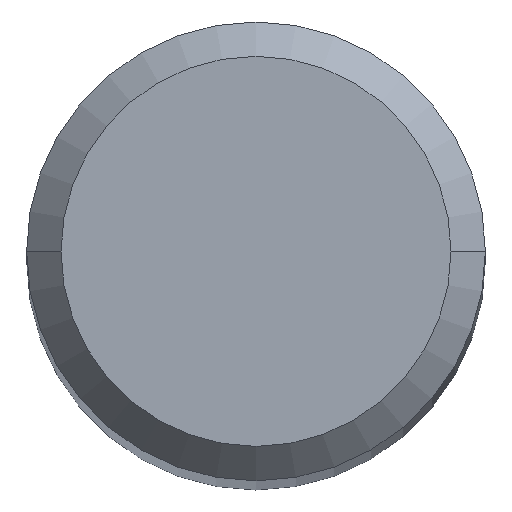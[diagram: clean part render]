
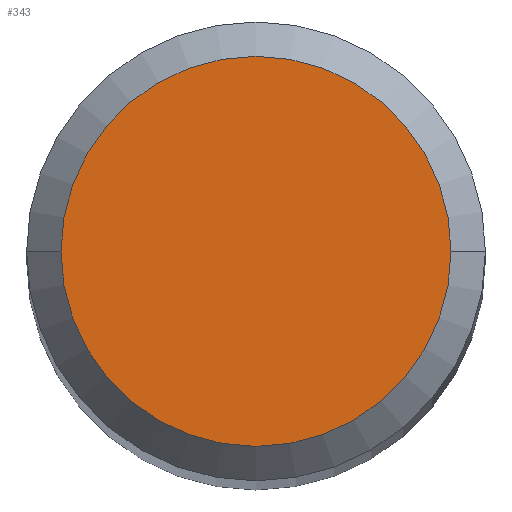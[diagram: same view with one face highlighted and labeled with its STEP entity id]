
A CAD part, top view. The second image highlights one B-rep face of the part: STEP entity #343.
In plain terms, the highlighted planar face has unit normal (0, 0, 1).
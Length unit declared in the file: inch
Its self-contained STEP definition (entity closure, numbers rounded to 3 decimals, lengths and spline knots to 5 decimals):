
#27 = CIRCLE ( 'NONE', #78, 0.05312 ) ;
#30 = VERTEX_POINT ( 'NONE', #256 ) ;
#36 = FACE_OUTER_BOUND ( 'NONE', #277, .T. ) ;
#50 = DIRECTION ( 'NONE',  ( 0., 0., 1. ) ) ;
#78 = AXIS2_PLACEMENT_3D ( 'NONE', #79, #50, #308 ) ;
#79 = CARTESIAN_POINT ( 'NONE',  ( 0., 0., 0. ) ) ;
#99 = DIRECTION ( 'NONE',  ( 1., 0., 0. ) ) ;
#106 = CIRCLE ( 'NONE', #446, 0.05312 ) ;
#109 = PLANE ( 'NONE',  #232 ) ;
#127 = VERTEX_POINT ( 'NONE', #239 ) ;
#128 = ORIENTED_EDGE ( 'NONE', *, *, #349, .T. ) ;
#144 = CARTESIAN_POINT ( 'NONE',  ( 0., 0., 0. ) ) ;
#211 = CARTESIAN_POINT ( 'NONE',  ( 0., 0., 0. ) ) ;
#223 = EDGE_CURVE ( 'NONE', #127, #30, #27, .T. ) ;
#232 = AXIS2_PLACEMENT_3D ( 'NONE', #211, #286, #377 ) ;
#239 = CARTESIAN_POINT ( 'NONE',  ( 0.05312, 0., 0. ) ) ;
#256 = CARTESIAN_POINT ( 'NONE',  ( -0.05312, 0., 0. ) ) ;
#275 = ORIENTED_EDGE ( 'NONE', *, *, #223, .T. ) ;
#277 = EDGE_LOOP ( 'NONE', ( #128, #275 ) ) ;
#286 = DIRECTION ( 'NONE',  ( 0., 0., -1. ) ) ;
#308 = DIRECTION ( 'NONE',  ( 1., 0., 0. ) ) ;
#343 = ADVANCED_FACE ( 'NONE', ( #36 ), #109, .F. ) ;
#349 = EDGE_CURVE ( 'NONE', #30, #127, #106, .T. ) ;
#377 = DIRECTION ( 'NONE',  ( -1., 0., 0. ) ) ;
#446 = AXIS2_PLACEMENT_3D ( 'NONE', #144, #454, #99 ) ;
#454 = DIRECTION ( 'NONE',  ( 0., 0., 1. ) ) ;
